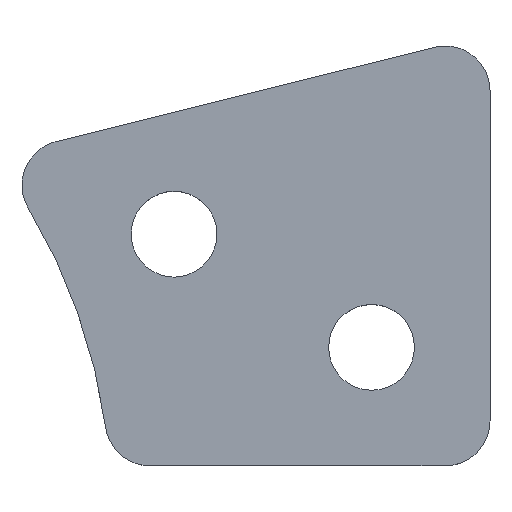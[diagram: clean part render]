
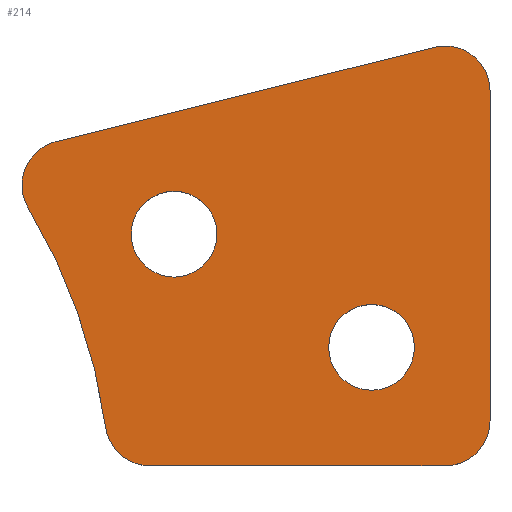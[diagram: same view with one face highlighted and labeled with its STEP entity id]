
A CAD part, top view. The second image highlights one B-rep face of the part: STEP entity #214.
In plain terms, the highlighted planar face has unit normal (0, 0, 1).
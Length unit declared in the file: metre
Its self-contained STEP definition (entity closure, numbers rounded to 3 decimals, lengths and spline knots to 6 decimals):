
#15=PLANE('',#249);
#21=LINE('',#340,#35);
#25=LINE('',#352,#39);
#29=LINE('',#364,#43);
#35=VECTOR('',#271,1.);
#39=VECTOR('',#283,1.);
#43=VECTOR('',#295,1.);
#77=ORIENTED_EDGE('',*,*,#125,.F.);
#78=ORIENTED_EDGE('',*,*,#126,.F.);
#79=ORIENTED_EDGE('',*,*,#103,.T.);
#80=ORIENTED_EDGE('',*,*,#107,.F.);
#81=ORIENTED_EDGE('',*,*,#110,.T.);
#82=ORIENTED_EDGE('',*,*,#113,.T.);
#83=ORIENTED_EDGE('',*,*,#116,.T.);
#84=ORIENTED_EDGE('',*,*,#119,.T.);
#85=ORIENTED_EDGE('',*,*,#122,.T.);
#86=ORIENTED_EDGE('',*,*,#124,.F.);
#103=EDGE_CURVE('',#132,#131,#150,.T.);
#107=EDGE_CURVE('',#134,#131,#21,.T.);
#110=EDGE_CURVE('',#134,#136,#152,.T.);
#113=EDGE_CURVE('',#136,#138,#25,.T.);
#116=EDGE_CURVE('',#138,#140,#154,.T.);
#119=EDGE_CURVE('',#140,#142,#29,.T.);
#122=EDGE_CURVE('',#142,#144,#156,.T.);
#124=EDGE_CURVE('',#132,#144,#158,.T.);
#125=EDGE_CURVE('',#145,#145,#159,.T.);
#126=EDGE_CURVE('',#146,#146,#160,.T.);
#131=VERTEX_POINT('',#331);
#132=VERTEX_POINT('',#333);
#134=VERTEX_POINT('',#339);
#136=VERTEX_POINT('',#345);
#138=VERTEX_POINT('',#351);
#140=VERTEX_POINT('',#357);
#142=VERTEX_POINT('',#363);
#144=VERTEX_POINT('',#369);
#145=VERTEX_POINT('',#376);
#146=VERTEX_POINT('',#378);
#150=CIRCLE('',#233,0.0022);
#152=CIRCLE('',#237,0.0022);
#154=CIRCLE('',#241,0.0022);
#156=CIRCLE('',#245,0.0022);
#158=CIRCLE('',#248,0.028659);
#159=CIRCLE('',#250,0.0021);
#160=CIRCLE('',#251,0.0021);
#171=EDGE_LOOP('',(#77));
#172=EDGE_LOOP('',(#78));
#173=EDGE_LOOP('',(#79,#80,#81,#82,#83,#84,#85,#86));
#189=FACE_BOUND('',#171,.T.);
#190=FACE_BOUND('',#172,.T.);
#191=FACE_BOUND('',#173,.T.);
#214=ADVANCED_FACE('',(#189,#190,#191),#15,.T.);
#233=AXIS2_PLACEMENT_3D('',#332,#264,#265);
#237=AXIS2_PLACEMENT_3D('',#346,#277,#278);
#241=AXIS2_PLACEMENT_3D('',#358,#289,#290);
#245=AXIS2_PLACEMENT_3D('',#370,#301,#302);
#248=AXIS2_PLACEMENT_3D('',#373,#307,#308);
#249=AXIS2_PLACEMENT_3D('',#374,#309,#310);
#250=AXIS2_PLACEMENT_3D('',#375,#311,#312);
#251=AXIS2_PLACEMENT_3D('',#377,#313,#314);
#264=DIRECTION('',(0.,0.,1.));
#265=DIRECTION('',(1.,0.,0.));
#271=DIRECTION('',(-1.,0.,0.));
#277=DIRECTION('',(0.,0.,1.));
#278=DIRECTION('',(1.,0.,0.));
#283=DIRECTION('',(0.,1.,0.));
#289=DIRECTION('',(0.,0.,1.));
#290=DIRECTION('',(1.,0.,0.));
#295=DIRECTION('',(-0.97,-0.242,0.));
#301=DIRECTION('',(0.,0.,1.));
#302=DIRECTION('',(1.,0.,0.));
#307=DIRECTION('',(0.,0.,1.));
#308=DIRECTION('',(1.,0.,0.));
#309=DIRECTION('',(0.,0.,1.));
#310=DIRECTION('',(1.,0.,0.));
#311=DIRECTION('',(0.,0.,1.));
#312=DIRECTION('',(1.,0.,0.));
#313=DIRECTION('',(0.,0.,1.));
#314=DIRECTION('',(1.,0.,0.));
#331=CARTESIAN_POINT('',(0.068658,-0.00124,0.0316));
#332=CARTESIAN_POINT('',(0.068658,0.00096,0.0316));
#333=CARTESIAN_POINT('',(0.066479,0.000653,0.0316));
#339=CARTESIAN_POINT('',(0.0831,-0.00124,0.0316));
#340=CARTESIAN_POINT('',(0.068658,-0.00124,0.0316));
#345=CARTESIAN_POINT('',(0.0853,0.00096,0.0316));
#346=CARTESIAN_POINT('',(0.0831,0.00096,0.0316));
#351=CARTESIAN_POINT('',(0.0853,0.01712,0.0316));
#352=CARTESIAN_POINT('',(0.0853,0.,0.0316));
#357=CARTESIAN_POINT('',(0.082568,0.019255,0.0316));
#358=CARTESIAN_POINT('',(0.0831,0.01712,0.0316));
#363=CARTESIAN_POINT('',(0.064049,0.014638,0.0316));
#364=CARTESIAN_POINT('',(0.000313,-0.001254,0.0316));
#369=CARTESIAN_POINT('',(0.062694,0.011374,0.0316));
#370=CARTESIAN_POINT('',(0.064582,0.012503,0.0316));
#373=CARTESIAN_POINT('',(0.0381,-0.00334,0.0316));
#374=CARTESIAN_POINT('',(0.,0.,0.0316));
#375=CARTESIAN_POINT('',(0.069829,0.010101,0.0316));
#376=CARTESIAN_POINT('',(0.071929,0.010101,0.0316));
#377=CARTESIAN_POINT('',(0.0795,0.00456,0.0316));
#378=CARTESIAN_POINT('',(0.0816,0.00456,0.0316));
